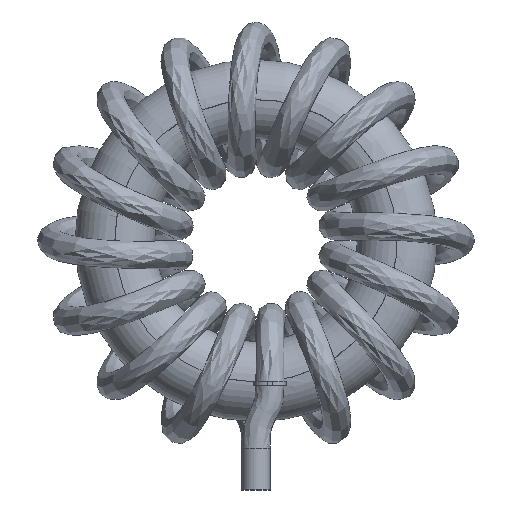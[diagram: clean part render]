
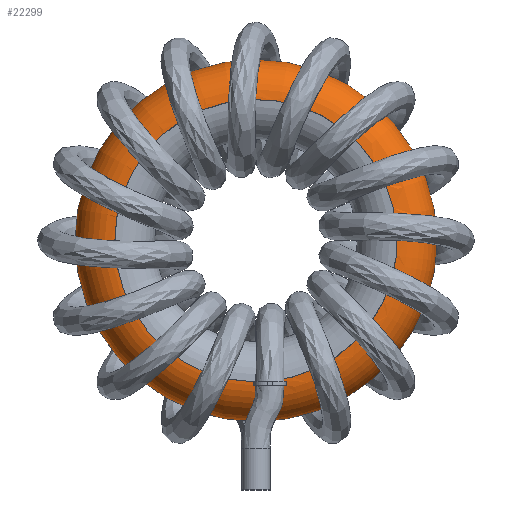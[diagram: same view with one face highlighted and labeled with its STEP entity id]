
A CAD part, front view. The second image highlights one B-rep face of the part: STEP entity #22299.
In plain terms, the highlighted toroidal (fillet/blend) face has major radius 6.75 mm and minor radius 1.9 mm.
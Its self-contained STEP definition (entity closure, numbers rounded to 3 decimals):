
#694 = VERTEX_POINT('',#695);
#695 = CARTESIAN_POINT('',(0.,-1.286,-8.65));
#701 = EDGE_CURVE('',#694,#694,#702,.T.);
#702 = CIRCLE('',#703,8.65);
#703 = AXIS2_PLACEMENT_3D('',#704,#705,#706);
#704 = CARTESIAN_POINT('',(0.,-1.286,
    0.));
#705 = DIRECTION('',(0.,-1.,0.));
#706 = DIRECTION('',(0.,0.,-1.));
#22299 = ADVANCED_FACE('',(#22300),#22410,.T.);
#22300 = FACE_BOUND('',#22301,.T.);
#22301 = EDGE_LOOP('',(#22302,#22303,#22312,#22322,#22343,#22352,#22373,
    #22390,#22409));
#22302 = ORIENTED_EDGE('',*,*,#701,.T.);
#22303 = ORIENTED_EDGE('',*,*,#22304,.T.);
#22304 = EDGE_CURVE('',#694,#22305,#22307,.T.);
#22305 = VERTEX_POINT('',#22306);
#22306 = CARTESIAN_POINT('',(0.,-3.178,
    -6.923));
#22307 = CIRCLE('',#22308,1.9);
#22308 = AXIS2_PLACEMENT_3D('',#22309,#22310,#22311);
#22309 = CARTESIAN_POINT('',(0.,-1.286,-6.75));
#22310 = DIRECTION('',(-1.,0.,0.));
#22311 = DIRECTION('',(0.,0.,-1.));
#22312 = ORIENTED_EDGE('',*,*,#22313,.F.);
#22313 = EDGE_CURVE('',#22314,#22305,#22316,.T.);
#22314 = VERTEX_POINT('',#22315);
#22315 = CARTESIAN_POINT('',(-0.113,-3.178,
    -6.923));
#22316 = B_SPLINE_CURVE_WITH_KNOTS('',4,(#22317,#22318,#22319,#22320,
    #22321),.UNSPECIFIED.,.F.,.F.,(5,5),(0.,1.),
  .PIECEWISE_BEZIER_KNOTS.);
#22317 = CARTESIAN_POINT('',(-0.268,-3.178,
    -6.923));
#22318 = CARTESIAN_POINT('',(-0.204,-3.178,
    -6.923));
#22319 = CARTESIAN_POINT('',(-0.137,-3.178,
    -6.923));
#22320 = CARTESIAN_POINT('',(-0.069,-3.178,
    -6.923));
#22321 = CARTESIAN_POINT('',(0.,-3.178,
    -6.923));
#22322 = ORIENTED_EDGE('',*,*,#22323,.T.);
#22323 = EDGE_CURVE('',#22314,#22324,#22326,.T.);
#22324 = VERTEX_POINT('',#22325);
#22325 = CARTESIAN_POINT('',(-0.113,-3.186,-6.749));
#22326 = B_SPLINE_CURVE_WITH_KNOTS('',8,(#22327,#22328,#22329,#22330,
    #22331,#22332,#22333,#22334,#22335,#22336,#22337,#22338,#22339,
    #22340,#22341,#22342),.UNSPECIFIED.,.F.,.F.,(9,7,9),(0.,
    0.601,1.),.UNSPECIFIED.);
#22327 = CARTESIAN_POINT('',(-0.113,-3.176,
    -6.943));
#22328 = CARTESIAN_POINT('',(-0.113,-3.177,
    -6.933));
#22329 = CARTESIAN_POINT('',(-0.113,-3.178,
    -6.923));
#22330 = CARTESIAN_POINT('',(-0.113,-3.179,
    -6.912));
#22331 = CARTESIAN_POINT('',(-0.113,-3.18,
    -6.9));
#22332 = CARTESIAN_POINT('',(-0.113,-3.181,
    -6.888));
#22333 = CARTESIAN_POINT('',(-0.113,-3.182,
    -6.875));
#22334 = CARTESIAN_POINT('',(-0.113,-3.183,
    -6.861));
#22335 = CARTESIAN_POINT('',(-0.113,-3.184,
    -6.835));
#22336 = CARTESIAN_POINT('',(-0.113,-3.185,
    -6.825));
#22337 = CARTESIAN_POINT('',(-0.113,-3.185,
    -6.813));
#22338 = CARTESIAN_POINT('',(-0.113,-3.185,
    -6.801));
#22339 = CARTESIAN_POINT('',(-0.113,-3.186,
    -6.789));
#22340 = CARTESIAN_POINT('',(-0.113,-3.186,
    -6.776));
#22341 = CARTESIAN_POINT('',(-0.113,-3.186,
    -6.762));
#22342 = CARTESIAN_POINT('',(-0.113,-3.186,-6.749));
#22343 = ORIENTED_EDGE('',*,*,#22344,.F.);
#22344 = EDGE_CURVE('',#22345,#22324,#22347,.T.);
#22345 = VERTEX_POINT('',#22346);
#22346 = CARTESIAN_POINT('',(0.595,-3.186,-6.723));
#22347 = CIRCLE('',#22348,6.75);
#22348 = AXIS2_PLACEMENT_3D('',#22349,#22350,#22351);
#22349 = CARTESIAN_POINT('',(0.,-3.186,
    0.));
#22350 = DIRECTION('',(0.,-1.,0.));
#22351 = DIRECTION('',(0.,0.,-1.));
#22352 = ORIENTED_EDGE('',*,*,#22353,.F.);
#22353 = EDGE_CURVE('',#22354,#22345,#22356,.T.);
#22354 = VERTEX_POINT('',#22355);
#22355 = CARTESIAN_POINT('',(1.437,-3.182,
    -6.723));
#22356 = B_SPLINE_CURVE_WITH_KNOTS('',8,(#22357,#22358,#22359,#22360,
    #22361,#22362,#22363,#22364,#22365,#22366,#22367,#22368,#22369,
    #22370,#22371,#22372),.UNSPECIFIED.,.F.,.F.,(9,7,9),(0.,
    0.455,1.),.UNSPECIFIED.);
#22357 = CARTESIAN_POINT('',(1.592,-3.179,
    -6.723));
#22358 = CARTESIAN_POINT('',(1.551,-3.18,
    -6.723));
#22359 = CARTESIAN_POINT('',(1.508,-3.181,
    -6.723));
#22360 = CARTESIAN_POINT('',(1.463,-3.182,
    -6.723));
#22361 = CARTESIAN_POINT('',(1.415,-3.182,
    -6.723));
#22362 = CARTESIAN_POINT('',(1.365,-3.183,
    -6.723));
#22363 = CARTESIAN_POINT('',(1.312,-3.183,
    -6.723));
#22364 = CARTESIAN_POINT('',(1.256,-3.184,
    -6.723));
#22365 = CARTESIAN_POINT('',(1.129,-3.185,
    -6.723));
#22366 = CARTESIAN_POINT('',(1.056,-3.185,
    -6.723));
#22367 = CARTESIAN_POINT('',(0.981,-3.186,
    -6.723));
#22368 = CARTESIAN_POINT('',(0.905,-3.186,
    -6.723));
#22369 = CARTESIAN_POINT('',(0.827,-3.186,
    -6.723));
#22370 = CARTESIAN_POINT('',(0.75,-3.186,
    -6.723));
#22371 = CARTESIAN_POINT('',(0.672,-3.186,
    -6.723));
#22372 = CARTESIAN_POINT('',(0.595,-3.186,-6.723));
#22373 = ORIENTED_EDGE('',*,*,#22374,.F.);
#22374 = EDGE_CURVE('',#22375,#22354,#22377,.T.);
#22375 = VERTEX_POINT('',#22376);
#22376 = CARTESIAN_POINT('',(1.437,-3.159,
    -6.923));
#22377 = B_SPLINE_CURVE_WITH_KNOTS('',6,(#22378,#22379,#22380,#22381,
    #22382,#22383,#22384,#22385,#22386,#22387,#22388,#22389),
  .UNSPECIFIED.,.F.,.F.,(7,5,7),(0.,0.53,1.),
  .UNSPECIFIED.);
#22378 = CARTESIAN_POINT('',(1.437,-3.155,
    -6.943));
#22379 = CARTESIAN_POINT('',(1.437,-3.158,
    -6.925));
#22380 = CARTESIAN_POINT('',(1.437,-3.162,
    -6.906));
#22381 = CARTESIAN_POINT('',(1.437,-3.165,
    -6.887));
#22382 = CARTESIAN_POINT('',(1.437,-3.168,
    -6.867));
#22383 = CARTESIAN_POINT('',(1.437,-3.17,
    -6.846));
#22384 = CARTESIAN_POINT('',(1.437,-3.175,
    -6.806));
#22385 = CARTESIAN_POINT('',(1.437,-3.177,
    -6.786));
#22386 = CARTESIAN_POINT('',(1.437,-3.179,
    -6.766));
#22387 = CARTESIAN_POINT('',(1.437,-3.18,
    -6.746));
#22388 = CARTESIAN_POINT('',(1.437,-3.182,
    -6.725));
#22389 = CARTESIAN_POINT('',(1.437,-3.183,
    -6.703));
#22390 = ORIENTED_EDGE('',*,*,#22391,.T.);
#22391 = EDGE_CURVE('',#22375,#22305,#22392,.T.);
#22392 = B_SPLINE_CURVE_WITH_KNOTS('',8,(#22393,#22394,#22395,#22396,
    #22397,#22398,#22399,#22400,#22401,#22402,#22403,#22404,#22405,
    #22406,#22407,#22408),.UNSPECIFIED.,.F.,.F.,(9,7,9),(0.,
    0.42,1.),.UNSPECIFIED.);
#22393 = CARTESIAN_POINT('',(1.592,-3.153,
    -6.923));
#22394 = CARTESIAN_POINT('',(1.538,-3.155,
    -6.923));
#22395 = CARTESIAN_POINT('',(1.481,-3.157,
    -6.923));
#22396 = CARTESIAN_POINT('',(1.421,-3.159,
    -6.923));
#22397 = CARTESIAN_POINT('',(1.357,-3.161,
    -6.923));
#22398 = CARTESIAN_POINT('',(1.29,-3.163,
    -6.923));
#22399 = CARTESIAN_POINT('',(1.219,-3.165,
    -6.923));
#22400 = CARTESIAN_POINT('',(1.144,-3.167,
    -6.923));
#22401 = CARTESIAN_POINT('',(0.954,-3.171,
    -6.923));
#22402 = CARTESIAN_POINT('',(0.836,-3.173,
    -6.923));
#22403 = CARTESIAN_POINT('',(0.709,-3.175,
    -6.923));
#22404 = CARTESIAN_POINT('',(0.575,-3.176,
    -6.923));
#22405 = CARTESIAN_POINT('',(0.435,-3.177,
    -6.923));
#22406 = CARTESIAN_POINT('',(0.291,-3.178,
    -6.923));
#22407 = CARTESIAN_POINT('',(0.145,-3.178,
    -6.923));
#22408 = CARTESIAN_POINT('',(0.,-3.178,
    -6.923));
#22409 = ORIENTED_EDGE('',*,*,#22304,.F.);
#22410 = TOROIDAL_SURFACE('',#22411,6.75,1.9);
#22411 = AXIS2_PLACEMENT_3D('',#22412,#22413,#22414);
#22412 = CARTESIAN_POINT('',(0.,-1.286,
    0.));
#22413 = DIRECTION('',(0.,-1.,0.));
#22414 = DIRECTION('',(0.,0.,-1.));
